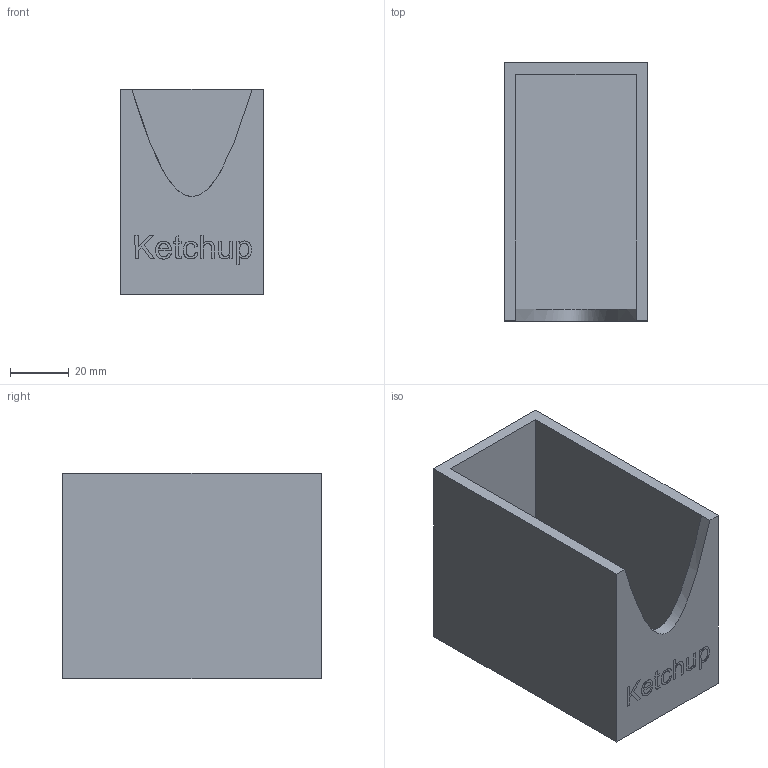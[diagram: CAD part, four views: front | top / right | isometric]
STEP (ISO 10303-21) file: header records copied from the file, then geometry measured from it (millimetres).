
FILE_DESCRIPTION(/* description */ (''),/* implementation_level */ '2;1');
FILE_NAME(/* name */ 'ketchup v4.stp',/* time_stamp */ '2025-09-12T00:17:17+02:00',/* author */ (''),/* organization */ (''),/* preprocessor_version */ 'ST-DEVELOPER v20.1',/* originating_system */ 'Autodesk Translation Framework v14.10.0.0',/* authorisation */ '');
FILE_SCHEMA (('AUTOMOTIVE_DESIGN { 1 0 10303 214 3 1 1 }'));
Length unit declared in the file: millimetre
Products named in the file (2): ketchup; Component1
Assembly tree (1 placements, depth 2):
  ketchup
    Component1
Bounding box: 49 x 88 x 70 mm (x, y, z)
Volume: 81401.1 mm3; surface area: 42655.8 mm2
Topology: 8 solids, 8 shells, 295 faces, 808 edges, 538 vertices
Faces by surface type: bspline 161, plane 134
Entity records: 9637 total; most frequent: CARTESIAN_POINT 3208, ORIENTED_EDGE 1616, EDGE_CURVE 808, DIRECTION 760, VERTEX_POINT 538, LINE 486, VECTOR 486, B_SPLINE_CURVE_WITH_KNOTS 321
